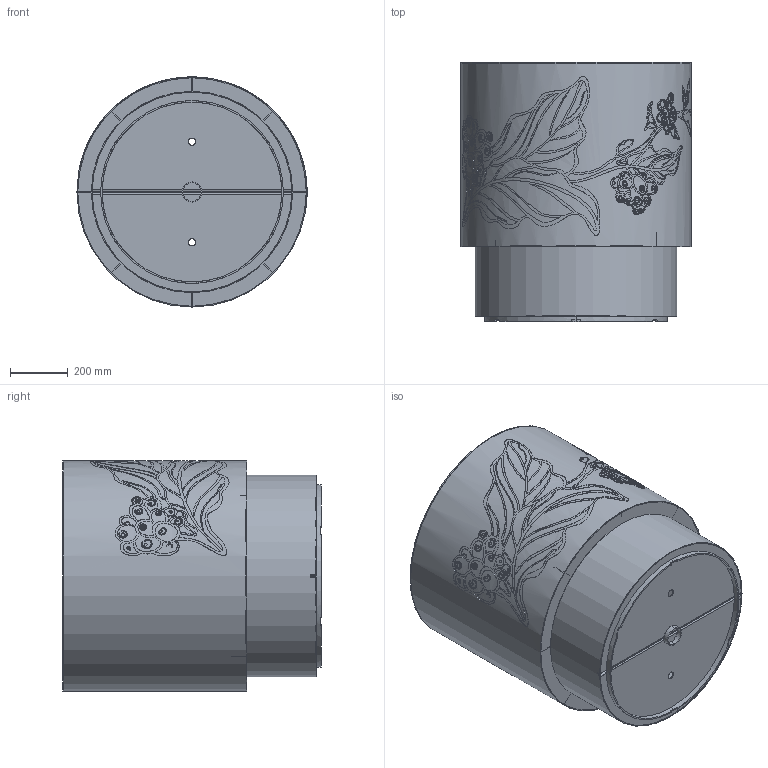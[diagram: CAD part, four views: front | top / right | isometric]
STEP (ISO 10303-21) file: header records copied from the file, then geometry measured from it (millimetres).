
FILE_DESCRIPTION (( 'STEP AP203' ), '1' );
FILE_NAME ('MORE-MOA 3.STEP', '2020-01-21T10:56:00', ( '' ), ( '' ), 'SwSTEP 2.0', 'SolidWorks 2019', '' );
FILE_SCHEMA (( 'CONFIG_CONTROL_DESIGN' ));
Length unit declared in the file: millimetre
Products named in the file (10): MORE 3 Bottomring; MORE 3 Bottom; MORE 3 Innerring; MORE 3 Reinf.; MORE 3 Wall bottom; MORE 3 Topring 2; MORE 3 Bottomring 2; MORE 3 Wall top; MORE 3 Topring; MORE-MOA 3
Assembly tree (20 placements, depth 2):
  MORE-MOA 3
    MORE 3 Topring  x2
    MORE 3 Wall top
    MORE 3 Innerring  x2
    MORE 3 Reinf.  x8
    MORE 3 Wall bottom
    MORE 3 Bottom  x2
    MORE 3 Bottomring
    MORE 3 Topring 2  x2
    MORE 3 Bottomring 2
Bounding box: 800 x 900 x 800 mm (x, y, z)
Volume: 8475101.9 mm3; surface area: 5850083 mm2
Topology: 20 solids, 20 shells, 1982 faces, 5359 edges, 3566 vertices
Faces by surface type: bspline 1633, cylinder 217, plane 132
Full cylindrical faces by diameter (mm): 694 x1, 700 x1, 794 x1, 800 x1
Entity records: 597811 total; most frequent: CARTESIAN_POINT 562987, ORIENTED_EDGE 10350, EDGE_CURVE 5175, B_SPLINE_CURVE_WITH_KNOTS 4935, VERTEX_POINT 3446, EDGE_LOOP 2049, ADVANCED_FACE 1896, FACE_OUTER_BOUND 1896
